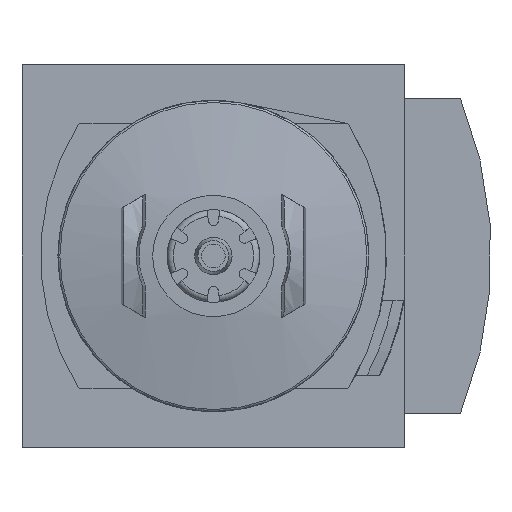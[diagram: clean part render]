
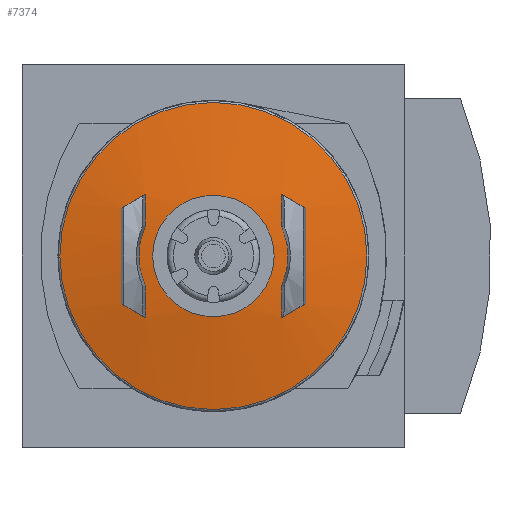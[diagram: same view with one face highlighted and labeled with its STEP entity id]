
A CAD part, front view. The second image highlights one B-rep face of the part: STEP entity #7374.
In plain terms, the highlighted spherical face has radius 110 mm.
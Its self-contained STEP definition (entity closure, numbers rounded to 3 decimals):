
#30=SPHERICAL_SURFACE('',#7832,110.);
#1523=CIRCLE('',#7799,109.361);
#1524=CIRCLE('',#7801,109.618);
#1525=CIRCLE('',#7803,9.837);
#1526=CIRCLE('',#7805,12.072);
#1527=CIRCLE('',#7807,109.618);
#1528=CIRCLE('',#7809,109.361);
#1529=CIRCLE('',#7811,109.085);
#1530=CIRCLE('',#7813,108.704);
#1531=CIRCLE('',#7815,109.085);
#1532=CIRCLE('',#7817,109.361);
#1533=CIRCLE('',#7819,109.618);
#1534=CIRCLE('',#7821,12.072);
#1535=CIRCLE('',#7823,109.618);
#1536=CIRCLE('',#7825,109.361);
#1537=CIRCLE('',#7827,109.085);
#1538=CIRCLE('',#7829,108.704);
#1539=CIRCLE('',#7831,109.085);
#1540=CIRCLE('',#7833,24.87);
#2847=ORIENTED_EDGE('',*,*,#3875,.T.);
#2848=ORIENTED_EDGE('',*,*,#3848,.T.);
#2849=ORIENTED_EDGE('',*,*,#3845,.T.);
#2850=ORIENTED_EDGE('',*,*,#3842,.T.);
#2851=ORIENTED_EDGE('',*,*,#3858,.T.);
#2852=ORIENTED_EDGE('',*,*,#3856,.T.);
#2853=ORIENTED_EDGE('',*,*,#3854,.T.);
#2854=ORIENTED_EDGE('',*,*,#3852,.T.);
#2855=ORIENTED_EDGE('',*,*,#3850,.T.);
#2856=ORIENTED_EDGE('',*,*,#3874,.T.);
#2857=ORIENTED_EDGE('',*,*,#3872,.T.);
#2858=ORIENTED_EDGE('',*,*,#3870,.T.);
#2859=ORIENTED_EDGE('',*,*,#3868,.T.);
#2860=ORIENTED_EDGE('',*,*,#3866,.T.);
#2861=ORIENTED_EDGE('',*,*,#3864,.T.);
#2862=ORIENTED_EDGE('',*,*,#3862,.T.);
#2863=ORIENTED_EDGE('',*,*,#3859,.T.);
#2864=ORIENTED_EDGE('',*,*,#3847,.F.);
#3842=EDGE_CURVE('',#4453,#4454,#1523,.T.);
#3845=EDGE_CURVE('',#4455,#4453,#1524,.T.);
#3847=EDGE_CURVE('',#4456,#4456,#1525,.T.);
#3848=EDGE_CURVE('',#4457,#4455,#1526,.F.);
#3850=EDGE_CURVE('',#4458,#4457,#1527,.T.);
#3852=EDGE_CURVE('',#4459,#4458,#1528,.T.);
#3854=EDGE_CURVE('',#4460,#4459,#1529,.T.);
#3856=EDGE_CURVE('',#4461,#4460,#1530,.T.);
#3858=EDGE_CURVE('',#4454,#4461,#1531,.T.);
#3859=EDGE_CURVE('',#4462,#4463,#1532,.T.);
#3862=EDGE_CURVE('',#4464,#4462,#1533,.T.);
#3864=EDGE_CURVE('',#4465,#4464,#1534,.F.);
#3866=EDGE_CURVE('',#4466,#4465,#1535,.T.);
#3868=EDGE_CURVE('',#4467,#4466,#1536,.T.);
#3870=EDGE_CURVE('',#4468,#4467,#1537,.T.);
#3872=EDGE_CURVE('',#4469,#4468,#1538,.T.);
#3874=EDGE_CURVE('',#4463,#4469,#1539,.T.);
#3875=EDGE_CURVE('',#4470,#4470,#1540,.T.);
#4453=VERTEX_POINT('',#10928);
#4454=VERTEX_POINT('',#10929);
#4455=VERTEX_POINT('',#10934);
#4456=VERTEX_POINT('',#10941);
#4457=VERTEX_POINT('',#10944);
#4458=VERTEX_POINT('',#10951);
#4459=VERTEX_POINT('',#10955);
#4460=VERTEX_POINT('',#10959);
#4461=VERTEX_POINT('',#10963);
#4462=VERTEX_POINT('',#10969);
#4463=VERTEX_POINT('',#10970);
#4464=VERTEX_POINT('',#10975);
#4465=VERTEX_POINT('',#10982);
#4466=VERTEX_POINT('',#10989);
#4467=VERTEX_POINT('',#10993);
#4468=VERTEX_POINT('',#10997);
#4469=VERTEX_POINT('',#11001);
#4470=VERTEX_POINT('',#11007);
#4825=EDGE_LOOP('',(#2847));
#4826=EDGE_LOOP('',(#2848,#2849,#2850,#2851,#2852,#2853,#2854,#2855));
#4827=EDGE_LOOP('',(#2856,#2857,#2858,#2859,#2860,#2861,#2862,#2863));
#4828=EDGE_LOOP('',(#2864));
#5165=FACE_BOUND('',#4825,.T.);
#5166=FACE_BOUND('',#4826,.T.);
#5167=FACE_BOUND('',#4827,.T.);
#5168=FACE_BOUND('',#4828,.T.);
#7374=ADVANCED_FACE('',(#5165,#5166,#5167,#5168),#30,.T.);
#7799=AXIS2_PLACEMENT_3D('',#10927,#9143,#9144);
#7801=AXIS2_PLACEMENT_3D('',#10933,#9149,#9150);
#7803=AXIS2_PLACEMENT_3D('',#10940,#9153,#9154);
#7805=AXIS2_PLACEMENT_3D('',#10943,#9157,#9158);
#7807=AXIS2_PLACEMENT_3D('',#10950,#9161,#9162);
#7809=AXIS2_PLACEMENT_3D('',#10954,#9166,#9167);
#7811=AXIS2_PLACEMENT_3D('',#10958,#9171,#9172);
#7813=AXIS2_PLACEMENT_3D('',#10962,#9176,#9177);
#7815=AXIS2_PLACEMENT_3D('',#10966,#9181,#9182);
#7817=AXIS2_PLACEMENT_3D('',#10968,#9185,#9186);
#7819=AXIS2_PLACEMENT_3D('',#10974,#9191,#9192);
#7821=AXIS2_PLACEMENT_3D('',#10981,#9195,#9196);
#7823=AXIS2_PLACEMENT_3D('',#10988,#9199,#9200);
#7825=AXIS2_PLACEMENT_3D('',#10992,#9204,#9205);
#7827=AXIS2_PLACEMENT_3D('',#10996,#9209,#9210);
#7829=AXIS2_PLACEMENT_3D('',#11000,#9214,#9215);
#7831=AXIS2_PLACEMENT_3D('',#11004,#9219,#9220);
#7832=AXIS2_PLACEMENT_3D('',#11005,#9221,#9222);
#7833=AXIS2_PLACEMENT_3D('',#11006,#9223,#9224);
#9143=DIRECTION('',(0.,-0.017,1.));
#9144=DIRECTION('',(0.,-1.,-0.017));
#9149=DIRECTION('',(-1.,-0.017,0.));
#9150=DIRECTION('',(0.017,-1.,0.));
#9153=DIRECTION('',(0.,-1.,0.));
#9154=DIRECTION('',(0.,0.,-1.));
#9157=DIRECTION('',(0.,1.,0.));
#9158=DIRECTION('',(0.,0.,1.));
#9161=DIRECTION('',(-1.,-0.017,0.));
#9162=DIRECTION('',(0.017,-1.,0.));
#9166=DIRECTION('',(0.,-0.017,-1.));
#9167=DIRECTION('',(0.,1.,-0.017));
#9171=DIRECTION('',(0.5,0.,-0.866));
#9172=DIRECTION('',(-0.866,0.,-0.5));
#9176=DIRECTION('',(1.,-0.017,0.));
#9177=DIRECTION('',(0.017,1.,0.));
#9181=DIRECTION('',(0.5,0.,0.866));
#9182=DIRECTION('',(0.866,0.,-0.5));
#9185=DIRECTION('',(0.,-0.017,-1.));
#9186=DIRECTION('',(0.,1.,-0.017));
#9191=DIRECTION('',(1.,-0.017,0.));
#9192=DIRECTION('',(0.017,1.,0.));
#9195=DIRECTION('',(0.,1.,0.));
#9196=DIRECTION('',(0.,0.,1.));
#9199=DIRECTION('',(1.,-0.017,0.));
#9200=DIRECTION('',(0.017,1.,0.));
#9204=DIRECTION('',(0.,-0.017,1.));
#9205=DIRECTION('',(0.,-1.,-0.017));
#9209=DIRECTION('',(-0.5,0.,0.866));
#9210=DIRECTION('',(0.866,0.,0.5));
#9214=DIRECTION('',(-1.,-0.017,0.));
#9215=DIRECTION('',(0.017,-1.,0.));
#9219=DIRECTION('',(-0.5,0.,-0.866));
#9220=DIRECTION('',(-0.866,0.,0.5));
#9221=DIRECTION('',(0.,-1.,0.));
#9222=DIRECTION('',(1.,0.,0.));
#9223=DIRECTION('',(0.,-1.,0.));
#9224=DIRECTION('',(0.,0.,-1.));
#10927=CARTESIAN_POINT('',(0.,-45.977,11.833));
#10928=CARTESIAN_POINT('',(11.066,-154.761,9.934));
#10929=CARTESIAN_POINT('',(11.114,-154.756,9.934));
#10933=CARTESIAN_POINT('',(9.16,-45.611,0.));
#10934=CARTESIAN_POINT('',(11.072,-155.106,4.811));
#10940=CARTESIAN_POINT('',(0.,-155.33,0.));
#10941=CARTESIAN_POINT('',(0.,-155.33,-9.837));
#10943=CARTESIAN_POINT('',(0.,-155.106,0.));
#10944=CARTESIAN_POINT('',(11.072,-155.106,-4.811));
#10950=CARTESIAN_POINT('',(9.16,-45.611,0.));
#10951=CARTESIAN_POINT('',(11.066,-154.761,-9.934));
#10954=CARTESIAN_POINT('',(0.,-45.977,-11.833));
#10955=CARTESIAN_POINT('',(11.114,-154.756,-9.934));
#10958=CARTESIAN_POINT('',(7.08,-45.771,-12.263));
#10959=CARTESIAN_POINT('',(14.939,-154.477,-7.726));
#10962=CARTESIAN_POINT('',(16.832,-46.065,0.));
#10963=CARTESIAN_POINT('',(14.939,-154.477,7.726));
#10966=CARTESIAN_POINT('',(7.08,-45.771,12.263));
#10968=CARTESIAN_POINT('',(0.,-45.977,-11.833));
#10969=CARTESIAN_POINT('',(-11.066,-154.761,-9.934));
#10970=CARTESIAN_POINT('',(-11.114,-154.756,-9.934));
#10974=CARTESIAN_POINT('',(-9.16,-45.611,0.));
#10975=CARTESIAN_POINT('',(-11.072,-155.106,-4.811));
#10981=CARTESIAN_POINT('',(0.,-155.106,0.));
#10982=CARTESIAN_POINT('',(-11.072,-155.106,4.811));
#10988=CARTESIAN_POINT('',(-9.16,-45.611,0.));
#10989=CARTESIAN_POINT('',(-11.066,-154.761,9.934));
#10992=CARTESIAN_POINT('',(0.,-45.977,11.833));
#10993=CARTESIAN_POINT('',(-11.114,-154.756,9.934));
#10996=CARTESIAN_POINT('',(-7.08,-45.771,12.263));
#10997=CARTESIAN_POINT('',(-14.939,-154.477,7.726));
#11000=CARTESIAN_POINT('',(-16.832,-46.065,0.));
#11001=CARTESIAN_POINT('',(-14.939,-154.477,-7.726));
#11004=CARTESIAN_POINT('',(-7.08,-45.771,-12.263));
#11005=CARTESIAN_POINT('',(0.,-45.771,0.));
#11006=CARTESIAN_POINT('',(0.,-152.922,0.));
#11007=CARTESIAN_POINT('',(0.,-152.922,-24.87));
